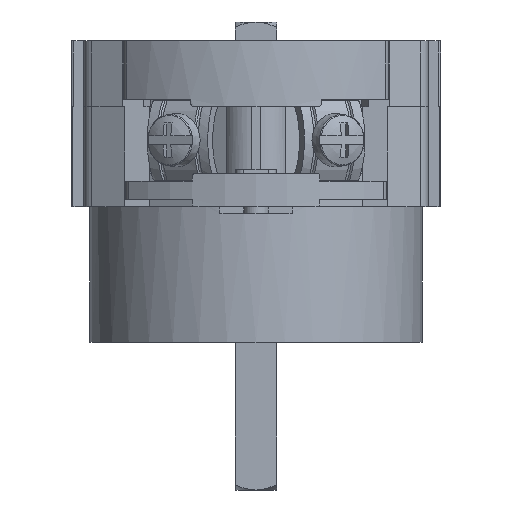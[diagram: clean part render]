
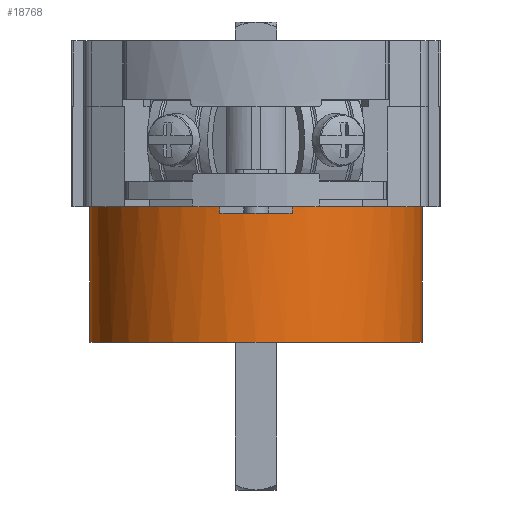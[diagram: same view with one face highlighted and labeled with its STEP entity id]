
A CAD part, front view. The second image highlights one B-rep face of the part: STEP entity #18768.
In plain terms, the highlighted cylindrical face has radius 20.25 mm (diameter 40.5 mm), a partial arc.
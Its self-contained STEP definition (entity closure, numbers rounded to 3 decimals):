
#6=CARTESIAN_POINT('',(0.,0.,0.));
#7=DIRECTION('',(0.,0.,1.));
#8=DIRECTION('',(-1.,0.,0.));
#9=AXIS2_PLACEMENT_3D('',#6,#7,#8);
#332=DIRECTION('',(0.,0.,1.));
#333=VECTOR('',#332,16.5);
#334=CARTESIAN_POINT('',(20.25,0.,0.));
#335=LINE('',#334,#333);
#384=CARTESIAN_POINT('',(0.,0.,16.5));
#385=DIRECTION('',(0.,0.,1.));
#386=DIRECTION('',(-1.,0.,0.));
#387=AXIS2_PLACEMENT_3D('',#384,#385,#386);
#389=CARTESIAN_POINT('',(0.,0.,16.5));
#390=DIRECTION('',(0.,0.,1.));
#391=DIRECTION('',(-0.298,-0.955,0.));
#392=AXIS2_PLACEMENT_3D('',#389,#390,#391);
#394=DIRECTION('',(0.,0.,1.));
#395=VECTOR('',#394,0.8);
#396=CARTESIAN_POINT('',(-4.4,-19.766,15.7));
#397=LINE('',#396,#395);
#398=CARTESIAN_POINT('',(0.,0.,15.7));
#399=DIRECTION('',(0.,0.,1.));
#400=DIRECTION('',(-0.217,-0.976,0.));
#401=AXIS2_PLACEMENT_3D('',#398,#399,#400);
#403=DIRECTION('',(0.,0.,1.));
#404=VECTOR('',#403,0.8);
#405=CARTESIAN_POINT('',(4.4,-19.766,15.7));
#406=LINE('',#405,#404);
#407=CARTESIAN_POINT('',(0.,0.,16.5));
#408=DIRECTION('',(0.,0.,1.));
#409=DIRECTION('',(0.217,-0.976,0.));
#410=AXIS2_PLACEMENT_3D('',#407,#408,#409);
#412=CARTESIAN_POINT('',(0.,0.,16.5));
#413=DIRECTION('',(0.,0.,1.));
#414=DIRECTION('',(0.81,-0.586,0.));
#415=AXIS2_PLACEMENT_3D('',#412,#413,#414);
#417=DIRECTION('',(0.,0.,1.));
#418=VECTOR('',#417,16.5);
#419=CARTESIAN_POINT('',(-20.25,0.,0.));
#420=LINE('',#419,#418);
#844=CARTESIAN_POINT('',(0.,0.,16.5));
#845=DIRECTION('',(0.,0.,1.));
#846=DIRECTION('',(0.298,-0.955,0.));
#847=AXIS2_PLACEMENT_3D('',#844,#845,#846);
#937=CARTESIAN_POINT('',(0.,0.,16.5));
#938=DIRECTION('',(0.,0.,1.));
#939=DIRECTION('',(-0.81,-0.586,0.));
#940=AXIS2_PLACEMENT_3D('',#937,#938,#939);
#14955=CARTESIAN_POINT('',(20.25,0.,0.));
#14956=CARTESIAN_POINT('',(-20.25,0.,0.));
#14957=VERTEX_POINT('',#14955);
#14958=VERTEX_POINT('',#14956);
#14963=CARTESIAN_POINT('',(-4.4,-19.766,15.7));
#14964=CARTESIAN_POINT('',(4.4,-19.766,15.7));
#14965=VERTEX_POINT('',#14963);
#14966=VERTEX_POINT('',#14964);
#15701=CARTESIAN_POINT('',(-16.412,-11.862,16.5));
#15703=VERTEX_POINT('',#15701);
#15706=CARTESIAN_POINT('',(16.412,-11.862,16.5));
#15708=VERTEX_POINT('',#15706);
#15738=CARTESIAN_POINT('',(6.027,-19.332,16.5));
#15740=VERTEX_POINT('',#15738);
#15741=CARTESIAN_POINT('',(-6.03,-19.331,16.5));
#15743=VERTEX_POINT('',#15741);
#15745=CARTESIAN_POINT('',(20.25,0.,16.5));
#15746=VERTEX_POINT('',#15745);
#15747=CARTESIAN_POINT('',(-20.25,0.,16.5));
#15748=VERTEX_POINT('',#15747);
#15749=CARTESIAN_POINT('',(-4.4,-19.766,16.5));
#15750=VERTEX_POINT('',#15749);
#15751=CARTESIAN_POINT('',(4.4,-19.766,16.5));
#15752=VERTEX_POINT('',#15751);
#18741=CARTESIAN_POINT('',(0.,0.,0.));
#18742=DIRECTION('',(0.,0.,1.));
#18743=DIRECTION('',(1.,0.,0.));
#18744=AXIS2_PLACEMENT_3D('',#18741,#18742,#18743);
#18745=CYLINDRICAL_SURFACE('',#18744,20.25);
#18747=ORIENTED_EDGE('',*,*,#18746,.T.);
#18749=ORIENTED_EDGE('',*,*,#18748,.T.);
#18751=ORIENTED_EDGE('',*,*,#18750,.T.);
#18753=ORIENTED_EDGE('',*,*,#18752,.F.);
#18755=ORIENTED_EDGE('',*,*,#18754,.T.);
#18757=ORIENTED_EDGE('',*,*,#18756,.T.);
#18759=ORIENTED_EDGE('',*,*,#18758,.T.);
#18761=ORIENTED_EDGE('',*,*,#18760,.T.);
#18762=ORIENTED_EDGE('',*,*,#18714,.T.);
#18763=ORIENTED_EDGE('',*,*,#18703,.F.);
#18764=ORIENTED_EDGE('',*,*,#18498,.F.);
#18765=ORIENTED_EDGE('',*,*,#18700,.T.);
#18766=EDGE_LOOP('',(#18747,#18749,#18751,#18753,#18755,#18757,#18759,#18761,
#18762,#18763,#18764,#18765));
#18767=FACE_OUTER_BOUND('',#18766,.F.);
#10=CIRCLE('',#9,20.25);
#388=CIRCLE('',#387,20.25);
#393=CIRCLE('',#392,20.25);
#402=CIRCLE('',#401,20.25);
#411=CIRCLE('',#410,20.25);
#416=CIRCLE('',#415,20.25);
#848=CIRCLE('',#847,20.25);
#941=CIRCLE('',#940,20.25);
#18498=EDGE_CURVE('',#14958,#14957,#10,.T.);
#18700=EDGE_CURVE('',#14958,#15748,#420,.T.);
#18703=EDGE_CURVE('',#14957,#15746,#335,.T.);
#18714=EDGE_CURVE('',#15708,#15746,#416,.T.);
#18746=EDGE_CURVE('',#15748,#15703,#388,.T.);
#18748=EDGE_CURVE('',#15703,#15743,#941,.T.);
#18750=EDGE_CURVE('',#15743,#15750,#393,.T.);
#18752=EDGE_CURVE('',#14965,#15750,#397,.T.);
#18754=EDGE_CURVE('',#14965,#14966,#402,.T.);
#18756=EDGE_CURVE('',#14966,#15752,#406,.T.);
#18758=EDGE_CURVE('',#15752,#15740,#411,.T.);
#18760=EDGE_CURVE('',#15740,#15708,#848,.T.);
#18768=ADVANCED_FACE('',(#18767),#18745,.T.);
